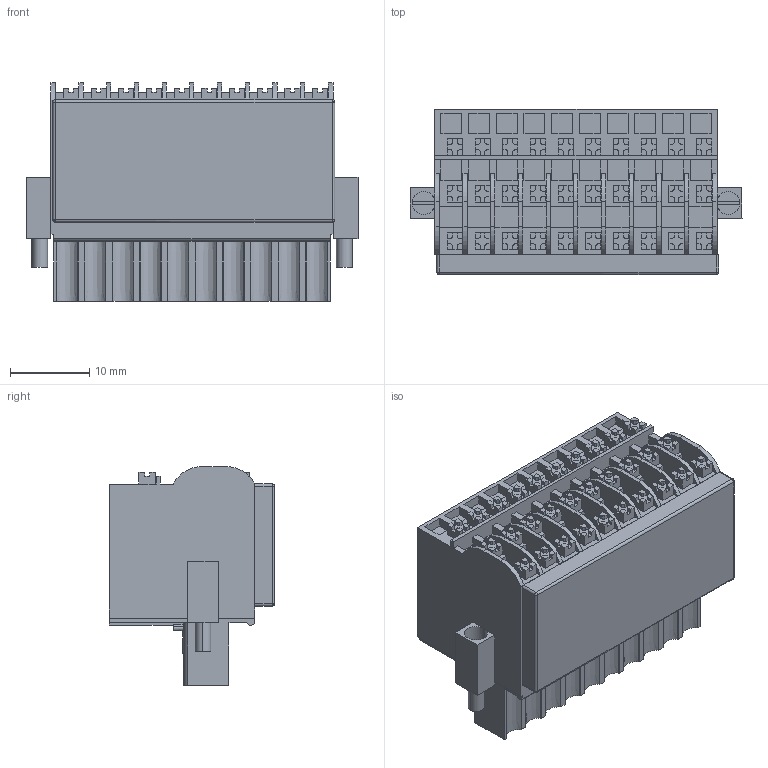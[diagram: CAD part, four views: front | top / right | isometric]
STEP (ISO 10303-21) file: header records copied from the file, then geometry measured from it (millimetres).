
FILE_DESCRIPTION(('CATIA V5 STEP Exchange','CAx-IF Rec.Pracs.--- Model Styling and Organization---1.4--- 2014-01-23'),'2;1');
FILE_NAME ('D1459601_1_1938020000_1938020000.stp','2021-03-17T08:49:02+00:00',('none'),('Weidmueller'),'CATIA Version 5-6 Release 2016 SP3 HF44','CATIA V5 STEP AP214','none');
FILE_SCHEMA(('AUTOMOTIVE_DESIGN { 1 0 10303 214 1 1 1 1 }'));
Length unit declared in the file: millimetre
Products named in the file (1): 1938020000
Bounding box: 41.95 x 20.87 x 27.63 mm (x, y, z)
Volume: 14260.7 mm3; surface area: 7575 mm2
Topology: 34 solids, 34 shells, 1248 faces, 3438 edges, 2272 vertices
Faces by surface type: plane 933, cylinder 157, extrusion 150, sphere 8
Entity records: 39130 total; most frequent: CARTESIAN_POINT 9504, ORIENTED_EDGE 6860, DIRECTION 4493, EDGE_CURVE 3430, VECTOR 2906, LINE 2756, VERTEX_POINT 2272, EDGE_LOOP 1274
